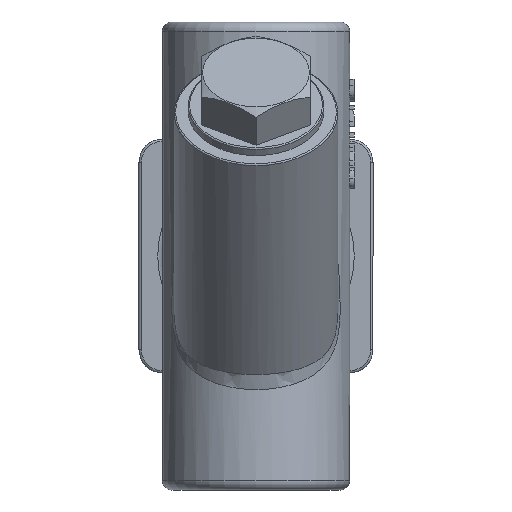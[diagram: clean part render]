
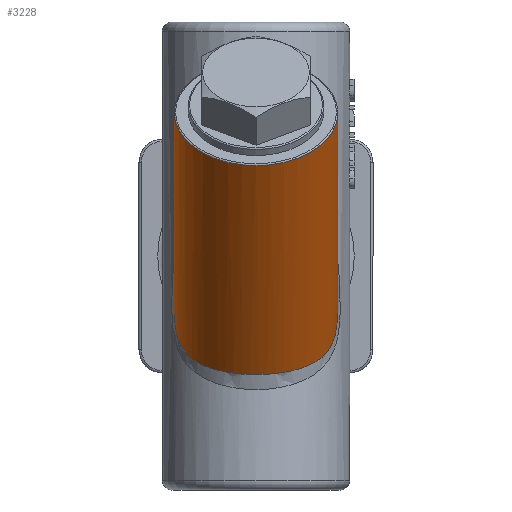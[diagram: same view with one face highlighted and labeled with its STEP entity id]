
A CAD part, front view. The second image highlights one B-rep face of the part: STEP entity #3228.
In plain terms, the highlighted cylindrical face has radius 17.5 mm (diameter 35 mm), a full revolution.
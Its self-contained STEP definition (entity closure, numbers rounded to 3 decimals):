
#362=CIRCLE('',#3600,17.5);
#495=FACE_OUTER_BOUND('',#696,.T.);
#696=EDGE_LOOP('',(#2372,#2373,#2374,#2375,#2376));
#862=B_SPLINE_CURVE_WITH_KNOTS('',3,(#5612,#5613,#5614,#5615,#5616,#5617,
#5618,#5619,#5620,#5621,#5622,#5623,#5624,#5625,#5626,#5627,#5628,#5629,
#5630,#5631,#5632,#5633,#5634,#5635,#5636,#5637,#5638,#5639,#5640,#5641,
#5642,#5643),.UNSPECIFIED.,.F.,.F.,(4,1,1,1,1,1,1,1,1,1,1,1,1,1,1,1,1,1,
1,1,1,1,1,1,1,1,1,1,1,4),(-14.521,-14.262,-14.002,
-13.484,-12.965,-12.447,-11.409,
-11.064,-10.372,-10.026,-9.681,
-9.335,-8.989,-8.298,-6.915,
-6.223,-5.532,-5.186,-4.84,
-4.667,-4.495,-4.322,-4.149,
-3.89,-3.63,-3.112,-2.074,
-1.037,-0.519,-0.106),.UNSPECIFIED.);
#863=B_SPLINE_CURVE_WITH_KNOTS('',3,(#5644,#5645,#5646,#5647),
 .UNSPECIFIED.,.F.,.F.,(4,4),(-0.106,0.),.UNSPECIFIED.);
#963=LINE('',#5651,#1162);
#1162=VECTOR('',#4210,17.5);
#1449=VERTEX_POINT('',#5609);
#1450=VERTEX_POINT('',#5611);
#1451=VERTEX_POINT('',#5649);
#1799=EDGE_CURVE('',#1449,#1450,#862,.T.);
#1800=EDGE_CURVE('',#1450,#1449,#863,.T.);
#1801=EDGE_CURVE('',#1451,#1451,#362,.T.);
#1802=EDGE_CURVE('',#1451,#1450,#963,.T.);
#2372=ORIENTED_EDGE('',*,*,#1801,.F.);
#2373=ORIENTED_EDGE('',*,*,#1802,.T.);
#2374=ORIENTED_EDGE('',*,*,#1799,.F.);
#2375=ORIENTED_EDGE('',*,*,#1800,.F.);
#2376=ORIENTED_EDGE('',*,*,#1802,.F.);
#2979=CYLINDRICAL_SURFACE('',#3599,17.5);
#3228=ADVANCED_FACE('',(#495),#2979,.T.);
#3599=AXIS2_PLACEMENT_3D('',#5648,#4206,#4207);
#3600=AXIS2_PLACEMENT_3D('',#5650,#4208,#4209);
#4206=DIRECTION('center_axis',(0.,0.643,0.766));
#4207=DIRECTION('ref_axis',(1.,0.,0.));
#4208=DIRECTION('center_axis',(0.,0.643,0.766));
#4209=DIRECTION('ref_axis',(-1.,0.,0.));
#4210=DIRECTION('',(0.,-0.643,-0.766));
#5609=CARTESIAN_POINT('',(-17.484,10.776,-11.659));
#5611=CARTESIAN_POINT('',(-17.501,10.895,-10.351));
#5612=CARTESIAN_POINT('Ctrl Pts',(-17.484,10.776,-11.659));
#5613=CARTESIAN_POINT('Ctrl Pts',(-17.457,10.709,-12.722));
#5614=CARTESIAN_POINT('Ctrl Pts',(-17.331,10.74,-14.815));
#5615=CARTESIAN_POINT('Ctrl Pts',(-16.609,11.802,-18.59));
#5616=CARTESIAN_POINT('Ctrl Pts',(-14.569,14.718,-21.715));
#5617=CARTESIAN_POINT('Ctrl Pts',(-10.693,18.123,-23.836));
#5618=CARTESIAN_POINT('Ctrl Pts',(-4.146,21.364,-25.438));
#5619=CARTESIAN_POINT('Ctrl Pts',(2.934,21.47,-25.482));
#5620=CARTESIAN_POINT('Ctrl Pts',(9.714,18.768,-24.164));
#5621=CARTESIAN_POINT('Ctrl Pts',(13.472,15.855,-22.548));
#5622=CARTESIAN_POINT('Ctrl Pts',(16.005,12.718,-19.683));
#5623=CARTESIAN_POINT('Ctrl Pts',(17.151,10.962,-16.459));
#5624=CARTESIAN_POINT('Ctrl Pts',(17.532,10.578,-12.334));
#5625=CARTESIAN_POINT('Ctrl Pts',(17.482,11.403,-6.578));
#5626=CARTESIAN_POINT('Ctrl Pts',(16.627,14.478,3.511));
#5627=CARTESIAN_POINT('Ctrl Pts',(14.714,18.875,14.58));
#5628=CARTESIAN_POINT('Ctrl Pts',(11.465,23.293,25.285));
#5629=CARTESIAN_POINT('Ctrl Pts',(8.582,25.963,31.556));
#5630=CARTESIAN_POINT('Ctrl Pts',(5.354,27.793,35.84));
#5631=CARTESIAN_POINT('Ctrl Pts',(2.734,28.632,37.787));
#5632=CARTESIAN_POINT('Ctrl Pts',(0.299,28.873,38.346));
#5633=CARTESIAN_POINT('Ctrl Pts',(-1.548,28.779,38.128));
#5634=CARTESIAN_POINT('Ctrl Pts',(-3.272,28.443,37.348));
#5635=CARTESIAN_POINT('Ctrl Pts',(-5.063,27.852,35.973));
#5636=CARTESIAN_POINT('Ctrl Pts',(-6.81,26.996,33.976));
#5637=CARTESIAN_POINT('Ctrl Pts',(-9.004,25.545,30.576));
#5638=CARTESIAN_POINT('Ctrl Pts',(-12.008,22.75,23.983));
#5639=CARTESIAN_POINT('Ctrl Pts',(-14.832,18.569,13.866));
#5640=CARTESIAN_POINT('Ctrl Pts',(-16.572,14.514,3.378));
#5641=CARTESIAN_POINT('Ctrl Pts',(-17.337,11.946,-4.75));
#5642=CARTESIAN_POINT('Ctrl Pts',(-17.503,11.098,-8.646));
#5643=CARTESIAN_POINT('Ctrl Pts',(-17.501,10.895,-10.351));
#5644=CARTESIAN_POINT('Ctrl Pts',(-17.501,10.895,-10.351));
#5645=CARTESIAN_POINT('Ctrl Pts',(-17.5,10.844,-10.788));
#5646=CARTESIAN_POINT('Ctrl Pts',(-17.495,10.803,-11.225));
#5647=CARTESIAN_POINT('Ctrl Pts',(-17.484,10.776,-11.659));
#5648=CARTESIAN_POINT('Origin',(0.,11.491,-9.642));
#5649=CARTESIAN_POINT('',(-17.5,45.211,30.545));
#5650=CARTESIAN_POINT('Origin',(0.,45.211,30.545));
#5651=CARTESIAN_POINT('',(-17.5,11.491,-9.642));
